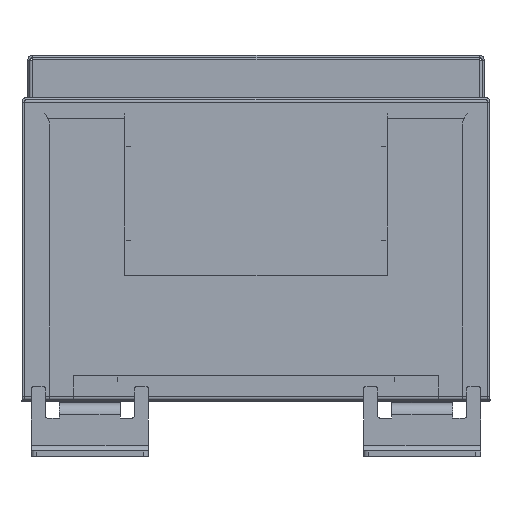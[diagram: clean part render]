
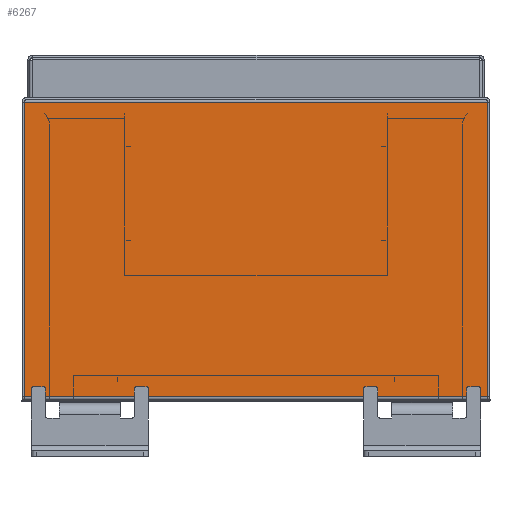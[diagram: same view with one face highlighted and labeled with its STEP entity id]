
A CAD part, left-side view. The second image highlights one B-rep face of the part: STEP entity #6267.
In plain terms, the highlighted planar face has unit normal (-1, 0, 0).
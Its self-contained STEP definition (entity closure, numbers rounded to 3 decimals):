
#254 = DIRECTION ( 'NONE',  ( 0., 0., -1. ) ) ;
#1540 = DIRECTION ( 'NONE',  ( 0., 0., -1. ) ) ;
#1937 = CARTESIAN_POINT ( 'NONE',  ( -250., -100., 127. ) ) ;
#2404 = EDGE_CURVE ( 'NONE', #6419, #23196, #14204, .T. ) ;
#5389 = CARTESIAN_POINT ( 'NONE',  ( -250., 100., 1. ) ) ;
#6267 = ADVANCED_FACE ( 'NONE', ( #11554 ), #11422, .F. ) ;
#6419 = VERTEX_POINT ( 'NONE', #18068 ) ;
#6545 = VERTEX_POINT ( 'NONE', #1937 ) ;
#7280 = DIRECTION ( 'NONE',  ( 0., 1., 0. ) ) ;
#7487 = LINE ( 'NONE', #15346, #17810 ) ;
#7921 = LINE ( 'NONE', #16301, #15159 ) ;
#7949 = ORIENTED_EDGE ( 'NONE', *, *, #9666, .T. ) ;
#9666 = EDGE_CURVE ( 'NONE', #6545, #6419, #7921, .T. ) ;
#9975 = VECTOR ( 'NONE', #254, 1000. ) ;
#11422 = PLANE ( 'NONE',  #22780 ) ;
#11554 = FACE_OUTER_BOUND ( 'NONE', #17102, .T. ) ;
#11790 = DIRECTION ( 'NONE',  ( 0., 1., 0. ) ) ;
#13272 = DIRECTION ( 'NONE',  ( 1., 0., 0. ) ) ;
#14204 = LINE ( 'NONE', #22246, #9975 ) ;
#15159 = VECTOR ( 'NONE', #11790, 1000. ) ;
#15346 = CARTESIAN_POINT ( 'NONE',  ( -250., -100., 0. ) ) ;
#15552 = CARTESIAN_POINT ( 'NONE',  ( -250., -100., 1. ) ) ;
#16301 = CARTESIAN_POINT ( 'NONE',  ( -250., -100., 127. ) ) ;
#17102 = EDGE_LOOP ( 'NONE', ( #7949, #21717, #24682, #21884 ) ) ;
#17556 = VECTOR ( 'NONE', #7280, 1000. ) ;
#17650 = CARTESIAN_POINT ( 'NONE',  ( -250., 100., 1. ) ) ;
#17810 = VECTOR ( 'NONE', #25498, 1000. ) ;
#17958 = EDGE_CURVE ( 'NONE', #23587, #23196, #25537, .T. ) ;
#18068 = CARTESIAN_POINT ( 'NONE',  ( -250., 100., 127. ) ) ;
#19555 = CARTESIAN_POINT ( 'NONE',  ( -250., 0., 0. ) ) ;
#21079 = EDGE_CURVE ( 'NONE', #23587, #6545, #7487, .T. ) ;
#21717 = ORIENTED_EDGE ( 'NONE', *, *, #2404, .T. ) ;
#21884 = ORIENTED_EDGE ( 'NONE', *, *, #21079, .T. ) ;
#22246 = CARTESIAN_POINT ( 'NONE',  ( -250., 100., 0. ) ) ;
#22780 = AXIS2_PLACEMENT_3D ( 'NONE', #19555, #13272, #1540 ) ;
#23196 = VERTEX_POINT ( 'NONE', #5389 ) ;
#23587 = VERTEX_POINT ( 'NONE', #15552 ) ;
#24682 = ORIENTED_EDGE ( 'NONE', *, *, #17958, .F. ) ;
#25498 = DIRECTION ( 'NONE',  ( 0., 0., 1. ) ) ;
#25537 = LINE ( 'NONE', #17650, #17556 ) ;
